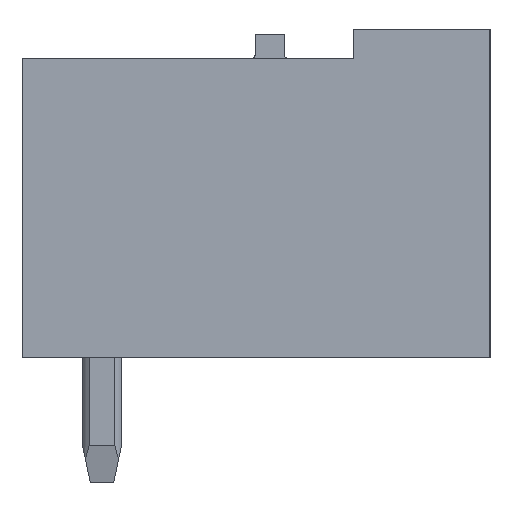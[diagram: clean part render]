
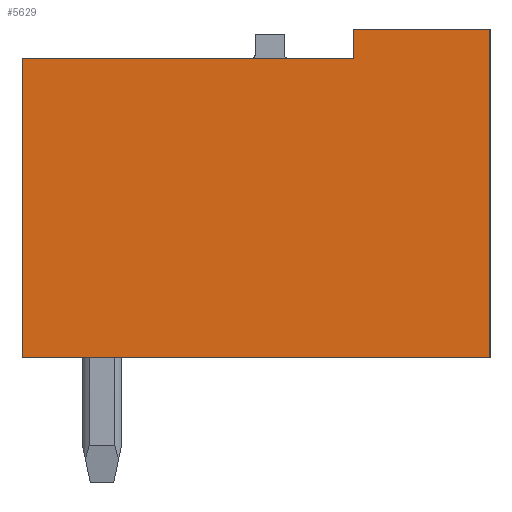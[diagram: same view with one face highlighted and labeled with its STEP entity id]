
A CAD part, left-side view. The second image highlights one B-rep face of the part: STEP entity #5629.
In plain terms, the highlighted planar face has unit normal (-1, 0, 0).
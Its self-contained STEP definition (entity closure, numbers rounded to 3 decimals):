
#5619=AXIS2_PLACEMENT_3D('Plane Axis2P3D',#5616,#5617,#5618) ;
#269=CARTESIAN_POINT('Vertex',(0.,3.5,11.63)) ;
#272=CARTESIAN_POINT('Line Origine',(0.,1.75,11.63)) ;
#276=CARTESIAN_POINT('Vertex',(0.,0.,11.63)) ;
#687=CARTESIAN_POINT('Vertex',(0.,12.,10.88)) ;
#690=CARTESIAN_POINT('Line Origine',(0.,7.75,10.88)) ;
#694=CARTESIAN_POINT('Vertex',(0.,3.5,10.88)) ;
#975=CARTESIAN_POINT('Vertex',(0.,12.,3.2)) ;
#978=CARTESIAN_POINT('Line Origine',(0.,12.,7.04)) ;
#1042=CARTESIAN_POINT('Vertex',(0.,0.,3.2)) ;
#1045=CARTESIAN_POINT('Line Origine',(0.,6.,3.2)) ;
#2638=CARTESIAN_POINT('Line Origine',(0.,0.,7.415)) ;
#4958=CARTESIAN_POINT('Line Origine',(0.,3.5,11.255)) ;
#5616=CARTESIAN_POINT('Axis2P3D Location',(0.,0.,0.)) ;
#273=DIRECTION('Vector Direction',(0.,-1.,0.)) ;
#691=DIRECTION('Vector Direction',(0.,1.,0.)) ;
#979=DIRECTION('Vector Direction',(0.,0.,1.)) ;
#1046=DIRECTION('Vector Direction',(0.,1.,0.)) ;
#2639=DIRECTION('Vector Direction',(0.,0.,-1.)) ;
#4959=DIRECTION('Vector Direction',(0.,0.,1.)) ;
#5617=DIRECTION('Axis2P3D Direction',(-1.,0.,0.)) ;
#5618=DIRECTION('Axis2P3D XDirection',(0.,-1.,0.)) ;
#274=VECTOR('Line Direction',#273,1.) ;
#692=VECTOR('Line Direction',#691,1.) ;
#980=VECTOR('Line Direction',#979,1.) ;
#1047=VECTOR('Line Direction',#1046,1.) ;
#2640=VECTOR('Line Direction',#2639,1.) ;
#4960=VECTOR('Line Direction',#4959,1.) ;
#5622=ORIENTED_EDGE('',*,*,#2642,.T.) ;
#5623=ORIENTED_EDGE('',*,*,#278,.T.) ;
#5624=ORIENTED_EDGE('',*,*,#4962,.T.) ;
#5625=ORIENTED_EDGE('',*,*,#696,.T.) ;
#5626=ORIENTED_EDGE('',*,*,#982,.T.) ;
#5627=ORIENTED_EDGE('',*,*,#1049,.T.) ;
#5629=ADVANCED_FACE('Housing',(#5628),#5620,.T.) ;
#278=EDGE_CURVE('',#277,#270,#275,.F.) ;
#696=EDGE_CURVE('',#695,#688,#693,.T.) ;
#982=EDGE_CURVE('',#688,#976,#981,.F.) ;
#1049=EDGE_CURVE('',#976,#1043,#1048,.F.) ;
#2642=EDGE_CURVE('',#1043,#277,#2641,.F.) ;
#4962=EDGE_CURVE('',#270,#695,#4961,.F.) ;
#5621=EDGE_LOOP('',(#5622,#5623,#5624,#5625,#5626,#5627)) ;
#5628=FACE_OUTER_BOUND('',#5621,.T.) ;
#275=LINE('Line',#272,#274) ;
#693=LINE('Line',#690,#692) ;
#981=LINE('Line',#978,#980) ;
#1048=LINE('Line',#1045,#1047) ;
#2641=LINE('Line',#2638,#2640) ;
#4961=LINE('Line',#4958,#4960) ;
#5620=PLANE('',#5619) ;
#270=VERTEX_POINT('',#269) ;
#277=VERTEX_POINT('',#276) ;
#688=VERTEX_POINT('',#687) ;
#695=VERTEX_POINT('',#694) ;
#976=VERTEX_POINT('',#975) ;
#1043=VERTEX_POINT('',#1042) ;
